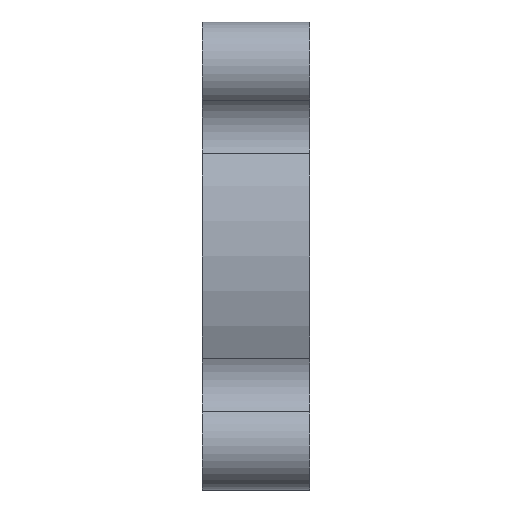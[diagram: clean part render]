
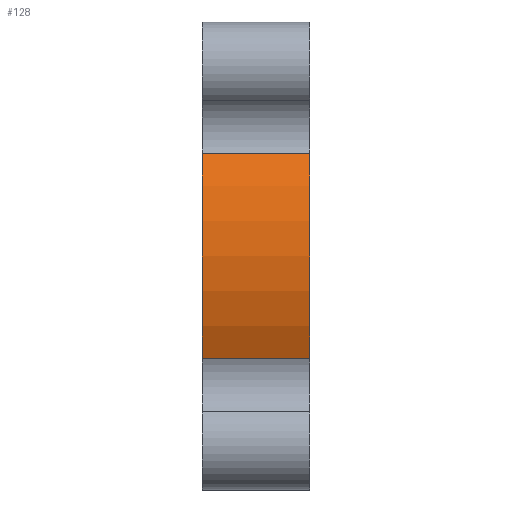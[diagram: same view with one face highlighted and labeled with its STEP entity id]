
A CAD part, left-side view. The second image highlights one B-rep face of the part: STEP entity #128.
In plain terms, the highlighted cylindrical face has radius 16.51 mm (diameter 33.02 mm), a partial arc.
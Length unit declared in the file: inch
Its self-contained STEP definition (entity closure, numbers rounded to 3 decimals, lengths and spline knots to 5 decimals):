
#10 = EDGE_CURVE ( 'NONE', #203, #932, #805, .T. ) ;
#11 = DIRECTION ( 'NONE',  ( 0., 1., 0. ) ) ;
#64 = VERTEX_POINT ( 'NONE', #1503 ) ;
#94 = CARTESIAN_POINT ( 'NONE',  ( 0., 0., 0. ) ) ;
#128 = ADVANCED_FACE ( 'NONE', ( #350 ), #240, .T. ) ;
#203 = VERTEX_POINT ( 'NONE', #716 ) ;
#240 = CYLINDRICAL_SURFACE ( 'NONE', #1178, 0.65 ) ;
#350 = FACE_OUTER_BOUND ( 'NONE', #1079, .T. ) ;
#378 = EDGE_CURVE ( 'NONE', #976, #932, #937, .T. ) ;
#570 = CARTESIAN_POINT ( 'NONE',  ( -0.58311, 0., 0.28721 ) ) ;
#585 = ORIENTED_EDGE ( 'NONE', *, *, #378, .T. ) ;
#586 = ORIENTED_EDGE ( 'NONE', *, *, #10, .F. ) ;
#636 = CARTESIAN_POINT ( 'NONE',  ( -0.58311, 0.3, 0.28721 ) ) ;
#656 = EDGE_CURVE ( 'NONE', #64, #976, #1202, .T. ) ;
#661 = AXIS2_PLACEMENT_3D ( 'NONE', #1369, #1185, #1469 ) ;
#693 = DIRECTION ( 'NONE',  ( 0., 0., -1. ) ) ;
#716 = CARTESIAN_POINT ( 'NONE',  ( -0.58311, 0.3, -0.28721 ) ) ;
#805 = CIRCLE ( 'NONE', #661, 0.65 ) ;
#808 = CARTESIAN_POINT ( 'NONE',  ( -0.58311, 0.3, 0.28721 ) ) ;
#876 = DIRECTION ( 'NONE',  ( 0., 1., 0. ) ) ;
#932 = VERTEX_POINT ( 'NONE', #808 ) ;
#937 = LINE ( 'NONE', #636, #939 ) ;
#939 = VECTOR ( 'NONE', #11, 39.37008 ) ;
#976 = VERTEX_POINT ( 'NONE', #570 ) ;
#1061 = ORIENTED_EDGE ( 'NONE', *, *, #656, .T. ) ;
#1072 = DIRECTION ( 'NONE',  ( 0., -1., 0. ) ) ;
#1077 = CARTESIAN_POINT ( 'NONE',  ( 0., 0.3, 0. ) ) ;
#1079 = EDGE_LOOP ( 'NONE', ( #1061, #585, #586, #1114 ) ) ;
#1114 = ORIENTED_EDGE ( 'NONE', *, *, #1258, .T. ) ;
#1171 = CARTESIAN_POINT ( 'NONE',  ( -0.58311, 0.3, -0.28721 ) ) ;
#1178 = AXIS2_PLACEMENT_3D ( 'NONE', #1077, #1072, #693 ) ;
#1185 = DIRECTION ( 'NONE',  ( 0., 1., 0. ) ) ;
#1202 = CIRCLE ( 'NONE', #1291, 0.65 ) ;
#1258 = EDGE_CURVE ( 'NONE', #203, #64, #1502, .T. ) ;
#1291 = AXIS2_PLACEMENT_3D ( 'NONE', #94, #876, #1578 ) ;
#1314 = DIRECTION ( 'NONE',  ( 0., -1., 0. ) ) ;
#1369 = CARTESIAN_POINT ( 'NONE',  ( 0., 0.3, 0. ) ) ;
#1469 = DIRECTION ( 'NONE',  ( 0., 0., 1. ) ) ;
#1502 = LINE ( 'NONE', #1171, #1571 ) ;
#1503 = CARTESIAN_POINT ( 'NONE',  ( -0.58311, 0., -0.28721 ) ) ;
#1571 = VECTOR ( 'NONE', #1314, 39.37008 ) ;
#1578 = DIRECTION ( 'NONE',  ( 0., 0., 1. ) ) ;
